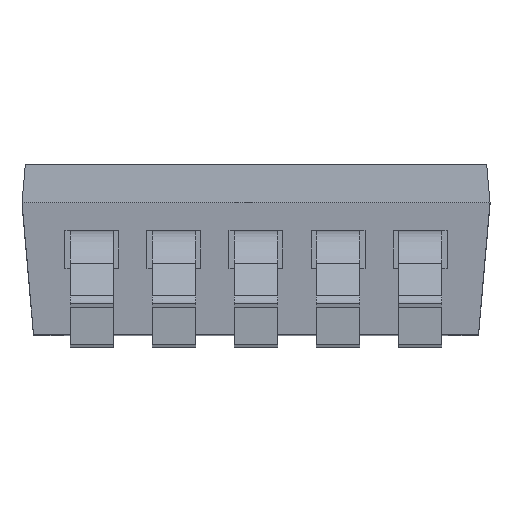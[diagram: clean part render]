
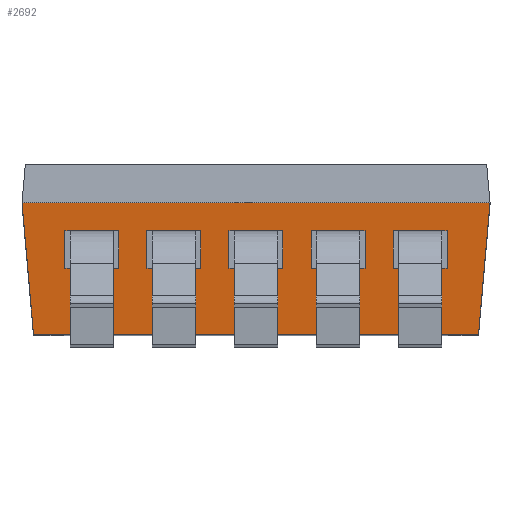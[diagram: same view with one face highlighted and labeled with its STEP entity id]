
A CAD part, top view. The second image highlights one B-rep face of the part: STEP entity #2692.
In plain terms, the highlighted planar face has unit normal (0, -0.087, 0.996).
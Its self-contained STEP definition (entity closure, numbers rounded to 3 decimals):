
#31 = LINE ( 'NONE', #6421, #1062 ) ;
#524 = VERTEX_POINT ( 'NONE', #728 ) ;
#728 = CARTESIAN_POINT ( 'NONE',  ( -3.09, -1.825, 7.54 ) ) ;
#849 = EDGE_CURVE ( 'NONE', #524, #9841, #4156, .T. ) ;
#1062 = VECTOR ( 'NONE', #8911, 1000. ) ;
#1279 = CARTESIAN_POINT ( 'NONE',  ( 3.25, 0., 7.7 ) ) ;
#1313 = CARTESIAN_POINT ( 'NONE',  ( 3.25, 0., 7.7 ) ) ;
#1780 = EDGE_CURVE ( 'NONE', #9841, #6221, #9082, .T. ) ;
#2323 = DIRECTION ( 'NONE',  ( -0.087, 0.992, 0.087 ) ) ;
#2585 = EDGE_LOOP ( 'NONE', ( #9058, #4840, #10702, #2700 ) ) ;
#2692 = ADVANCED_FACE ( 'NONE', ( #4364 ), #4419, .T. ) ;
#2700 = ORIENTED_EDGE ( 'NONE', *, *, #6924, .T. ) ;
#3392 = AXIS2_PLACEMENT_3D ( 'NONE', #6972, #9644, #6930 ) ;
#4156 = LINE ( 'NONE', #7411, #6669 ) ;
#4364 = FACE_OUTER_BOUND ( 'NONE', #2585, .T. ) ;
#4419 = PLANE ( 'NONE',  #3392 ) ;
#4840 = ORIENTED_EDGE ( 'NONE', *, *, #849, .F. ) ;
#5058 = DIRECTION ( 'NONE',  ( 1., 0., 0. ) ) ;
#6221 = VERTEX_POINT ( 'NONE', #1279 ) ;
#6259 = CARTESIAN_POINT ( 'NONE',  ( -3.25, 0., 7.7 ) ) ;
#6421 = CARTESIAN_POINT ( 'NONE',  ( 0., -1.825, 7.54 ) ) ;
#6669 = VECTOR ( 'NONE', #2323, 1000. ) ;
#6766 = VECTOR ( 'NONE', #5058, 1000. ) ;
#6924 = EDGE_CURVE ( 'NONE', #9890, #6221, #7862, .T. ) ;
#6930 = DIRECTION ( 'NONE',  ( 0., -0.996, -0.087 ) ) ;
#6972 = CARTESIAN_POINT ( 'NONE',  ( 3.25, 0., 7.7 ) ) ;
#7067 = DIRECTION ( 'NONE',  ( 0.087, 0.992, 0.087 ) ) ;
#7411 = CARTESIAN_POINT ( 'NONE',  ( -3.25, 0., 7.7 ) ) ;
#7862 = LINE ( 'NONE', #1313, #8401 ) ;
#8230 = CARTESIAN_POINT ( 'NONE',  ( 3.25, 0., 7.7 ) ) ;
#8401 = VECTOR ( 'NONE', #7067, 1000. ) ;
#8911 = DIRECTION ( 'NONE',  ( 1., 0., 0. ) ) ;
#8939 = EDGE_CURVE ( 'NONE', #524, #9890, #31, .T. ) ;
#9058 = ORIENTED_EDGE ( 'NONE', *, *, #1780, .F. ) ;
#9082 = LINE ( 'NONE', #8230, #6766 ) ;
#9644 = DIRECTION ( 'NONE',  ( 0., -0.087, 0.996 ) ) ;
#9841 = VERTEX_POINT ( 'NONE', #6259 ) ;
#9890 = VERTEX_POINT ( 'NONE', #10890 ) ;
#10702 = ORIENTED_EDGE ( 'NONE', *, *, #8939, .T. ) ;
#10890 = CARTESIAN_POINT ( 'NONE',  ( 3.09, -1.825, 7.54 ) ) ;
